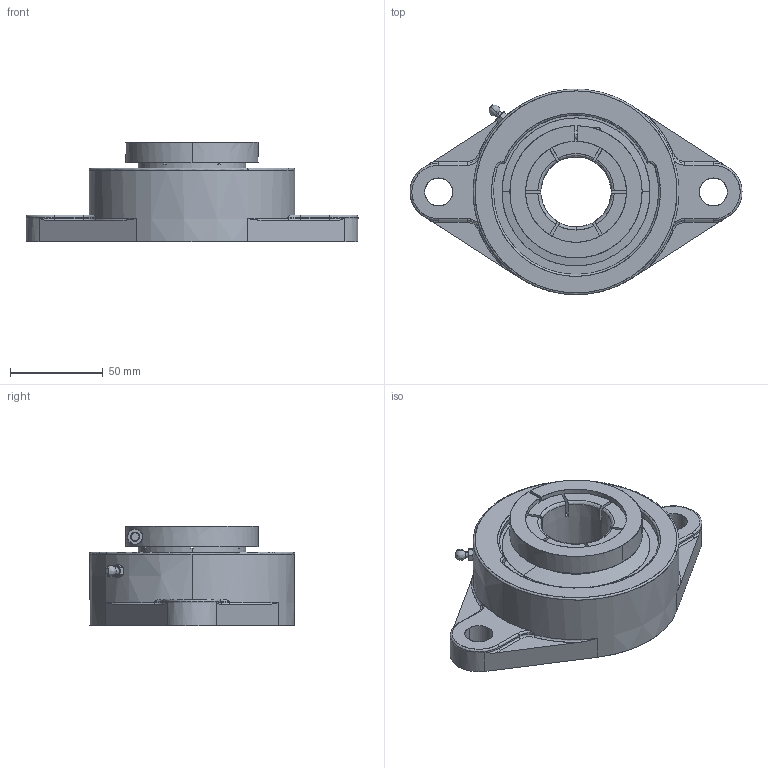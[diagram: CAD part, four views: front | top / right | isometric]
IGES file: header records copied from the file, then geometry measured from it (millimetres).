
Start section: SolidWorks IGES file using analytic representation for surfaces
Global section: file name: MSDEFAU09271737454095.igs; native system: SolidWorks 2011; preprocessor: SolidWorks 2011; author: partstream; date: 110927.173755; units: millimetre
Bounding box: 179.39 x 111.12 x 53.58 mm (x, y, z)
Surface area: 57714.4 mm2 (no closed solid volume)
Topology: 0 solids, 0 shells, 191 faces, 2912 edges, 2912 vertices
Faces by surface type: bspline 118, revolution 73
